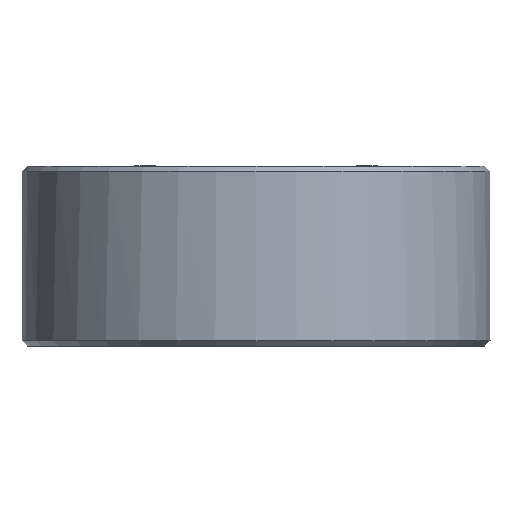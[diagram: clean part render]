
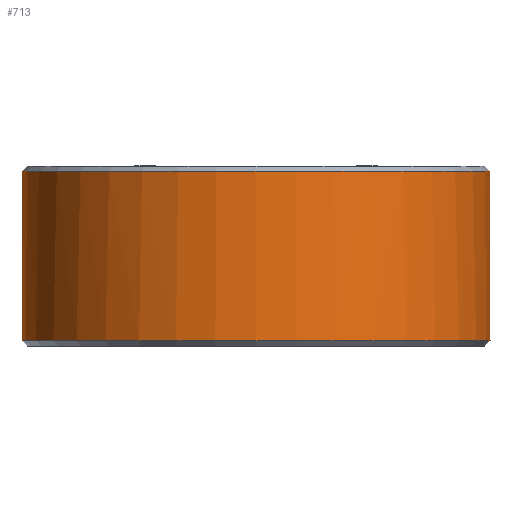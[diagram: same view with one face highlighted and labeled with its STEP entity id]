
A CAD part, front view. The second image highlights one B-rep face of the part: STEP entity #713.
In plain terms, the highlighted cylindrical face has radius 13 mm (diameter 26 mm), a full revolution.
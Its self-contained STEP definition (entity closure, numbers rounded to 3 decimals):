
#10 = VERTEX_POINT ( 'NONE', #1385 ) ;
#16 = CARTESIAN_POINT ( 'NONE',  ( 0., 0., 4.7 ) ) ;
#21 = DIRECTION ( 'NONE',  ( -1., 0., 0. ) ) ;
#44 = CIRCLE ( 'NONE', #1063, 13. ) ;
#70 = CARTESIAN_POINT ( 'NONE',  ( -12.988, 0.55, 4. ) ) ;
#120 = VERTEX_POINT ( 'NONE', #1194 ) ;
#148 = ORIENTED_EDGE ( 'NONE', *, *, #698, .T. ) ;
#154 = CARTESIAN_POINT ( 'NONE',  ( -12.988, -0.55, 4. ) ) ;
#187 = LINE ( 'NONE', #70, #760 ) ;
#188 = VECTOR ( 'NONE', #456, 1000. ) ;
#191 = VERTEX_POINT ( 'NONE', #1053 ) ;
#193 = VERTEX_POINT ( 'NONE', #417 ) ;
#207 = DIRECTION ( 'NONE',  ( -1., 0., 0. ) ) ;
#208 = EDGE_CURVE ( 'NONE', #837, #837, #499, .T. ) ;
#224 = CYLINDRICAL_SURFACE ( 'NONE', #878, 13. ) ;
#233 = CARTESIAN_POINT ( 'NONE',  ( -12.988, -0.55, 4.7 ) ) ;
#241 = EDGE_CURVE ( 'NONE', #263, #1272, #187, .T. ) ;
#244 = CIRCLE ( 'NONE', #352, 13. ) ;
#252 = CARTESIAN_POINT ( 'NONE',  ( 12.988, 0.55, 4.7 ) ) ;
#254 = DIRECTION ( 'NONE',  ( 0., 0., -1. ) ) ;
#263 = VERTEX_POINT ( 'NONE', #324 ) ;
#290 = DIRECTION ( 'NONE',  ( 0., 0., -1. ) ) ;
#291 = EDGE_CURVE ( 'NONE', #193, #191, #572, .T. ) ;
#293 = CARTESIAN_POINT ( 'NONE',  ( 0., 0., -4.7 ) ) ;
#313 = ORIENTED_EDGE ( 'NONE', *, *, #962, .T. ) ;
#317 = DIRECTION ( 'NONE',  ( 0., 0., 1. ) ) ;
#324 = CARTESIAN_POINT ( 'NONE',  ( -12.988, 0.55, 4. ) ) ;
#338 = ORIENTED_EDGE ( 'NONE', *, *, #1143, .T. ) ;
#352 = AXIS2_PLACEMENT_3D ( 'NONE', #16, #254, #1257 ) ;
#406 = LINE ( 'NONE', #154, #1383 ) ;
#417 = CARTESIAN_POINT ( 'NONE',  ( 12.988, -0.55, 4. ) ) ;
#418 = CARTESIAN_POINT ( 'NONE',  ( 0., 0., 4. ) ) ;
#429 = CIRCLE ( 'NONE', #868, 13. ) ;
#456 = DIRECTION ( 'NONE',  ( 0., 0., 1. ) ) ;
#476 = CARTESIAN_POINT ( 'NONE',  ( 0., 0., 4.7 ) ) ;
#499 = CIRCLE ( 'NONE', #735, 13. ) ;
#572 = LINE ( 'NONE', #844, #188 ) ;
#610 = EDGE_LOOP ( 'NONE', ( #980 ) ) ;
#650 = DIRECTION ( 'NONE',  ( 0., 0., 1. ) ) ;
#698 = EDGE_CURVE ( 'NONE', #1345, #10, #906, .T. ) ;
#713 = ADVANCED_FACE ( 'NONE', ( #784, #841 ), #224, .T. ) ;
#717 = DIRECTION ( 'NONE',  ( 0., 0., -1. ) ) ;
#721 = AXIS2_PLACEMENT_3D ( 'NONE', #476, #1072, #1332 ) ;
#731 = EDGE_CURVE ( 'NONE', #1272, #1345, #1012, .T. ) ;
#735 = AXIS2_PLACEMENT_3D ( 'NONE', #293, #317, #806 ) ;
#760 = VECTOR ( 'NONE', #1290, 1000. ) ;
#784 = FACE_OUTER_BOUND ( 'NONE', #610, .T. ) ;
#806 = DIRECTION ( 'NONE',  ( -1., 0., 0. ) ) ;
#808 = CARTESIAN_POINT ( 'NONE',  ( -13., 0., -4.7 ) ) ;
#837 = VERTEX_POINT ( 'NONE', #808 ) ;
#840 = VERTEX_POINT ( 'NONE', #233 ) ;
#841 = FACE_OUTER_BOUND ( 'NONE', #1337, .T. ) ;
#844 = CARTESIAN_POINT ( 'NONE',  ( 12.988, -0.55, 4. ) ) ;
#868 = AXIS2_PLACEMENT_3D ( 'NONE', #1542, #650, #1149 ) ;
#878 = AXIS2_PLACEMENT_3D ( 'NONE', #1208, #717, #207 ) ;
#905 = ORIENTED_EDGE ( 'NONE', *, *, #291, .T. ) ;
#906 = LINE ( 'NONE', #1396, #1421 ) ;
#962 = EDGE_CURVE ( 'NONE', #191, #840, #244, .T. ) ;
#980 = ORIENTED_EDGE ( 'NONE', *, *, #208, .T. ) ;
#1012 = CIRCLE ( 'NONE', #721, 13. ) ;
#1032 = DIRECTION ( 'NONE',  ( 0., 0., -1. ) ) ;
#1048 = DIRECTION ( 'NONE',  ( 0., 0., 1. ) ) ;
#1053 = CARTESIAN_POINT ( 'NONE',  ( 12.988, -0.55, 4.7 ) ) ;
#1063 = AXIS2_PLACEMENT_3D ( 'NONE', #418, #1048, #21 ) ;
#1072 = DIRECTION ( 'NONE',  ( 0., 0., -1. ) ) ;
#1100 = EDGE_CURVE ( 'NONE', #263, #120, #429, .T. ) ;
#1143 = EDGE_CURVE ( 'NONE', #840, #120, #406, .T. ) ;
#1149 = DIRECTION ( 'NONE',  ( -1., 0., 0. ) ) ;
#1157 = ORIENTED_EDGE ( 'NONE', *, *, #1100, .F. ) ;
#1187 = CARTESIAN_POINT ( 'NONE',  ( -12.988, 0.55, 4.7 ) ) ;
#1194 = CARTESIAN_POINT ( 'NONE',  ( -12.988, -0.55, 4. ) ) ;
#1208 = CARTESIAN_POINT ( 'NONE',  ( 0., 0., 5. ) ) ;
#1257 = DIRECTION ( 'NONE',  ( -1., 0., 0. ) ) ;
#1272 = VERTEX_POINT ( 'NONE', #1187 ) ;
#1290 = DIRECTION ( 'NONE',  ( 0., 0., 1. ) ) ;
#1332 = DIRECTION ( 'NONE',  ( -1., 0., 0. ) ) ;
#1337 = EDGE_LOOP ( 'NONE', ( #1593, #148, #1416, #905, #313, #338, #1157, #1528 ) ) ;
#1345 = VERTEX_POINT ( 'NONE', #252 ) ;
#1383 = VECTOR ( 'NONE', #1032, 1000. ) ;
#1385 = CARTESIAN_POINT ( 'NONE',  ( 12.988, 0.55, 4. ) ) ;
#1396 = CARTESIAN_POINT ( 'NONE',  ( 12.988, 0.55, 4. ) ) ;
#1416 = ORIENTED_EDGE ( 'NONE', *, *, #1538, .F. ) ;
#1421 = VECTOR ( 'NONE', #290, 1000. ) ;
#1528 = ORIENTED_EDGE ( 'NONE', *, *, #241, .T. ) ;
#1538 = EDGE_CURVE ( 'NONE', #193, #10, #44, .T. ) ;
#1542 = CARTESIAN_POINT ( 'NONE',  ( 0., 0., 4. ) ) ;
#1593 = ORIENTED_EDGE ( 'NONE', *, *, #731, .T. ) ;
